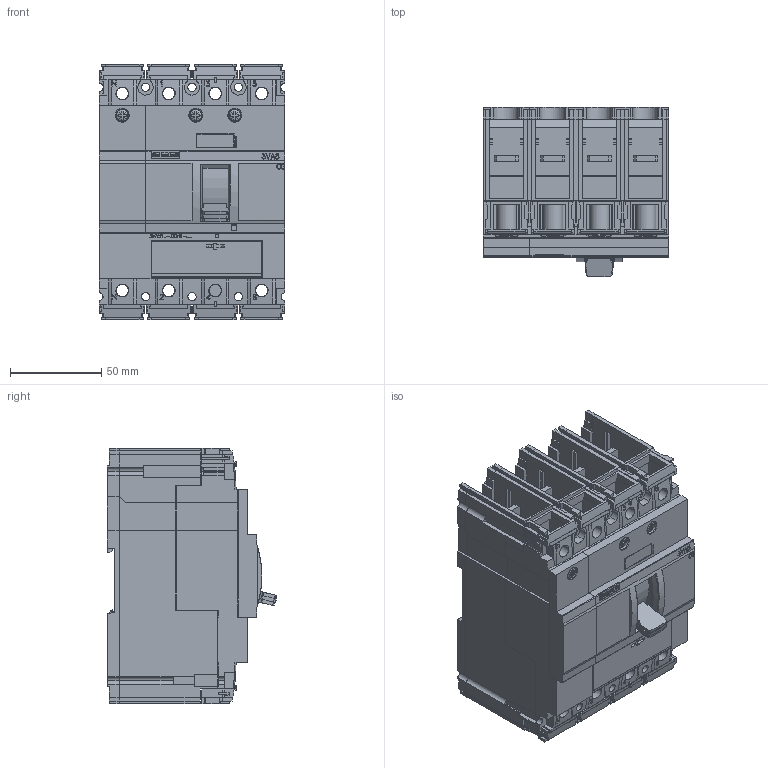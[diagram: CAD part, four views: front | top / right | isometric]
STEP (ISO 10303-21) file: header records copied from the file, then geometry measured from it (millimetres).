
FILE_DESCRIPTION(('no description'),'unknown implementation level');
FILE_NAME('3VA51...(ED,GD)410_3D_v.stp',' ',('SIEMENS A&D'),('CADClick - KiM GmbH - www.kimweb.de'),'unknown preprocess','ACIS','unknown authorization');
FILE_SCHEMA(('automotive_design'));
Length unit declared in the file: millimetre
Products named in the file (3): 3VA51..-.GD41-....
Bounding box: 101.6 x 92.56 x 140 mm (x, y, z)
Volume: 855537.4 mm3; surface area: 183096.2 mm2
Topology: 3 solids, 3 shells, 2648 faces, 7948 edges, 5269 vertices
Faces by surface type: plane 2290, cylinder 307, torus 31, cone 20
Entity records: 177636 total; most frequent: CARTESIAN_POINT 17664, ORIENTED_EDGE 15896, STYLED_ITEM 15868, PRESENTATION_STYLE_ASSIGNMENT 15868, COLOUR_RGB 15868, DIRECTION 14127, EDGE_CURVE 7948, CURVE_STYLE 7948
